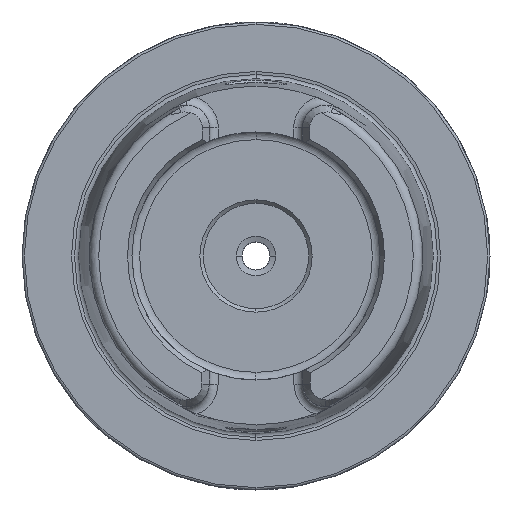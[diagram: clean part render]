
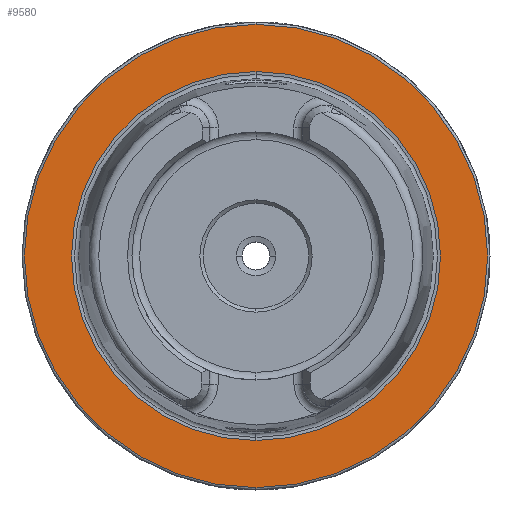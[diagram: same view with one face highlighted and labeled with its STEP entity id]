
A CAD part, left-side view. The second image highlights one B-rep face of the part: STEP entity #9580.
In plain terms, the highlighted planar face has unit normal (-1, 0, 0).
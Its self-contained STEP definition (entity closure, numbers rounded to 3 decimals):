
#84 = AXIS2_PLACEMENT_3D ( 'NONE', #3126, #3040, #4155 ) ;
#233 = DIRECTION ( 'NONE',  ( 1., 0., 0. ) ) ;
#378 = AXIS2_PLACEMENT_3D ( 'NONE', #2494, #233, #10564 ) ;
#875 = FACE_OUTER_BOUND ( 'NONE', #14676, .T. ) ;
#1129 = DIRECTION ( 'NONE',  ( -1., 0., 0. ) ) ;
#1235 = DIRECTION ( 'NONE',  ( -1., 0., 0. ) ) ;
#1335 = ORIENTED_EDGE ( 'NONE', *, *, #10376, .T. ) ;
#2494 = CARTESIAN_POINT ( 'NONE',  ( 0., 49.5, 0. ) ) ;
#2702 = CARTESIAN_POINT ( 'NONE',  ( 0., 0., 0. ) ) ;
#3032 = CARTESIAN_POINT ( 'NONE',  ( 0., 0., 39.414 ) ) ;
#3040 = DIRECTION ( 'NONE',  ( -1., 0., 0. ) ) ;
#3126 = CARTESIAN_POINT ( 'NONE',  ( 0., 0., 0. ) ) ;
#3365 = VERTEX_POINT ( 'NONE', #3032 ) ;
#3591 = CARTESIAN_POINT ( 'NONE',  ( 0., 0., 0. ) ) ;
#4155 = DIRECTION ( 'NONE',  ( 0., 0., 1. ) ) ;
#4590 = DIRECTION ( 'NONE',  ( 0., 0., 1. ) ) ;
#4692 = CARTESIAN_POINT ( 'NONE',  ( 0., 0., 0. ) ) ;
#5109 = CIRCLE ( 'NONE', #11373, 39.414 ) ;
#5190 = ORIENTED_EDGE ( 'NONE', *, *, #9085, .F. ) ;
#5418 = CIRCLE ( 'NONE', #84, 49.5 ) ;
#5987 = ORIENTED_EDGE ( 'NONE', *, *, #6714, .F. ) ;
#5997 = ORIENTED_EDGE ( 'NONE', *, *, #12736, .T. ) ;
#6367 = AXIS2_PLACEMENT_3D ( 'NONE', #2702, #9667, #12088 ) ;
#6714 = EDGE_CURVE ( 'NONE', #15017, #3365, #5109, .T. ) ;
#6986 = EDGE_LOOP ( 'NONE', ( #5190, #5987 ) ) ;
#7805 = FACE_BOUND ( 'NONE', #6986, .T. ) ;
#8824 = CIRCLE ( 'NONE', #6367, 49.5 ) ;
#8899 = CIRCLE ( 'NONE', #14961, 39.414 ) ;
#9085 = EDGE_CURVE ( 'NONE', #3365, #15017, #8899, .T. ) ;
#9580 = ADVANCED_FACE ( 'NONE', ( #7805, #875 ), #11775, .F. ) ;
#9667 = DIRECTION ( 'NONE',  ( -1., 0., 0. ) ) ;
#10376 = EDGE_CURVE ( 'NONE', #12558, #11367, #5418, .T. ) ;
#10564 = DIRECTION ( 'NONE',  ( 0., 0., -1. ) ) ;
#10678 = CARTESIAN_POINT ( 'NONE',  ( 0., 0., -39.414 ) ) ;
#10695 = DIRECTION ( 'NONE',  ( 0., 0., 1. ) ) ;
#11367 = VERTEX_POINT ( 'NONE', #14769 ) ;
#11373 = AXIS2_PLACEMENT_3D ( 'NONE', #3591, #1235, #10695 ) ;
#11775 = PLANE ( 'NONE',  #378 ) ;
#12088 = DIRECTION ( 'NONE',  ( 0., 0., 1. ) ) ;
#12114 = CARTESIAN_POINT ( 'NONE',  ( 0., 0., -49.5 ) ) ;
#12558 = VERTEX_POINT ( 'NONE', #12114 ) ;
#12736 = EDGE_CURVE ( 'NONE', #11367, #12558, #8824, .T. ) ;
#14676 = EDGE_LOOP ( 'NONE', ( #5997, #1335 ) ) ;
#14769 = CARTESIAN_POINT ( 'NONE',  ( 0., 0., 49.5 ) ) ;
#14961 = AXIS2_PLACEMENT_3D ( 'NONE', #4692, #1129, #4590 ) ;
#15017 = VERTEX_POINT ( 'NONE', #10678 ) ;
